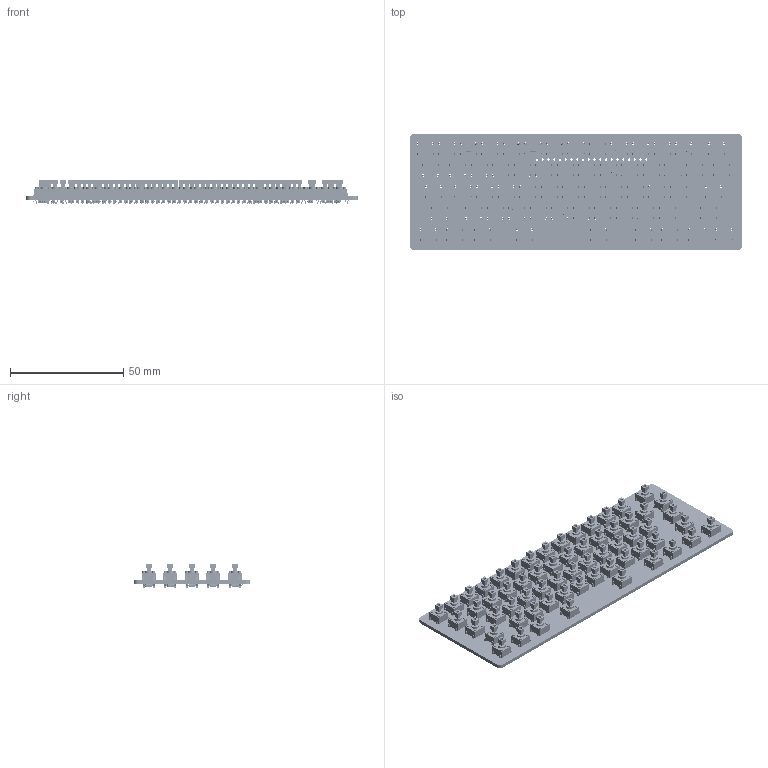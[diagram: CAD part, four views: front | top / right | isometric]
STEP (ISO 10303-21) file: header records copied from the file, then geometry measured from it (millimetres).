
FILE_DESCRIPTION(('KiCad electronic assembly'),'2;1');
FILE_NAME('tiny.step','2024-12-04T17:35:24',('Pcbnew'),('Kicad'), 'Open CASCADE STEP processor 7.7','KiCad to STEP converter','Unknown' );
FILE_SCHEMA(('AUTOMOTIVE_DESIGN { 1 0 10303 214 1 1 1 1 }'));
Length unit declared in the file: millimetre
Products named in the file (6): tiny 1; b3f-1050; COMPOUND; D_SOD-123; SOLID; tiny-keeb PCB
Assembly tree (126 placements, depth 3):
  tiny 1
    b3f-1050  x62
      COMPOUND
    D_SOD-123  x61
      SOLID
    tiny-keeb PCB
Bounding box: 146.5 x 51.5 x 10.8 mm (x, y, z)
Volume: 20614.6 mm3; surface area: 35386.4 mm2
Topology: 186 solids, 186 shells, 9489 faces, 22740 edges, 14428 vertices
Faces by surface type: plane 6279, cylinder 1624, bspline 1586
Full cylindrical faces by diameter (mm): 1 x20, 1.1 x248
Entity records: 36997 total; most frequent: CARTESIAN_POINT 8944, DIRECTION 4978, LINE 2666, VECTOR 2666, ORIENTED_EDGE 2604, PCURVE 2604, DEFINITIONAL_REPRESENTATION 2604, EDGE_CURVE 1302
